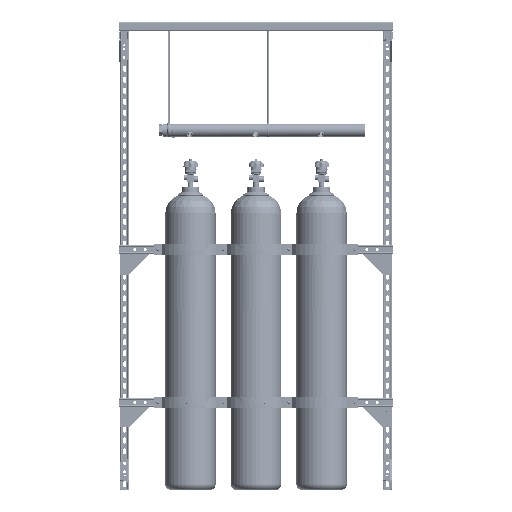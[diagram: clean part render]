
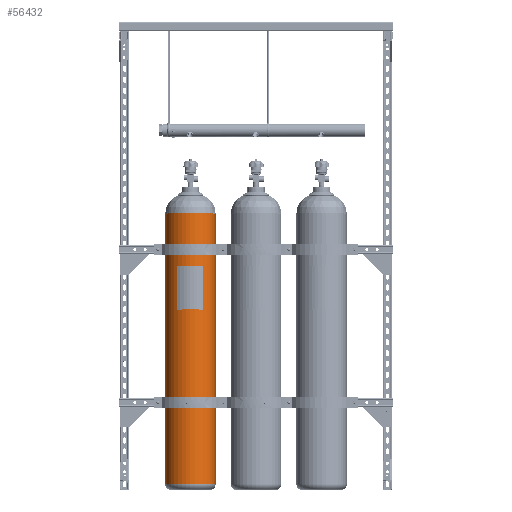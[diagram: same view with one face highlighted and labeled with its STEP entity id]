
A CAD part, top view. The second image highlights one B-rep face of the part: STEP entity #56432.
In plain terms, the highlighted cylindrical face has radius 116.635 mm (diameter 233.269 mm), a partial arc.
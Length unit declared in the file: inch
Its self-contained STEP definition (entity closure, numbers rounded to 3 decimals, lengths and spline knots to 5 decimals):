
#81 = LINE ( 'NONE', #88327, #65750 ) ;
#3886 = EDGE_CURVE ( 'NONE', #38913, #35988, #64429, .T. ) ;
#5189 = VECTOR ( 'NONE', #36504, 39.37008 ) ;
#6386 = AXIS2_PLACEMENT_3D ( 'NONE', #83506, #10225, #17440 ) ;
#10202 = AXIS2_PLACEMENT_3D ( 'NONE', #78677, #42054, #20313 ) ;
#10225 = DIRECTION ( 'NONE',  ( 0., 1., 0. ) ) ;
#11360 = ORIENTED_EDGE ( 'NONE', *, *, #43919, .F. ) ;
#12890 = DIRECTION ( 'NONE',  ( -1., 0., 0. ) ) ;
#14300 = CARTESIAN_POINT ( 'NONE',  ( -4.59191, 0., 0. ) ) ;
#16340 = CIRCLE ( 'NONE', #10202, 4.59191 ) ;
#17440 = DIRECTION ( 'NONE',  ( -1., 0., 0. ) ) ;
#20313 = DIRECTION ( 'NONE',  ( -1., 0., 0. ) ) ;
#32992 = ORIENTED_EDGE ( 'NONE', *, *, #3886, .F. ) ;
#33090 = AXIS2_PLACEMENT_3D ( 'NONE', #91999, #48588, #12890 ) ;
#35639 = CIRCLE ( 'NONE', #6386, 4.59191 ) ;
#35988 = VERTEX_POINT ( 'NONE', #74819 ) ;
#36504 = DIRECTION ( 'NONE',  ( 0., 1., 0. ) ) ;
#38787 = EDGE_CURVE ( 'NONE', #38913, #48841, #35639, .T. ) ;
#38913 = VERTEX_POINT ( 'NONE', #73467 ) ;
#39722 = EDGE_LOOP ( 'NONE', ( #63172, #87066, #11360, #32992 ) ) ;
#42054 = DIRECTION ( 'NONE',  ( 0., 1., 0. ) ) ;
#43919 = EDGE_CURVE ( 'NONE', #35988, #65821, #16340, .T. ) ;
#48588 = DIRECTION ( 'NONE',  ( 0., 1., 0. ) ) ;
#48841 = VERTEX_POINT ( 'NONE', #66432 ) ;
#56432 = ADVANCED_FACE ( 'NONE', ( #85220 ), #62568, .T. ) ;
#62050 = EDGE_CURVE ( 'NONE', #48841, #65821, #81, .T. ) ;
#62568 = CYLINDRICAL_SURFACE ( 'NONE', #33090, 4.59191 ) ;
#63172 = ORIENTED_EDGE ( 'NONE', *, *, #38787, .T. ) ;
#64429 = LINE ( 'NONE', #14300, #5189 ) ;
#65642 = DIRECTION ( 'NONE',  ( 0., 1., 0. ) ) ;
#65750 = VECTOR ( 'NONE', #65642, 39.37008 ) ;
#65821 = VERTEX_POINT ( 'NONE', #91983 ) ;
#66432 = CARTESIAN_POINT ( 'NONE',  ( 4.59191, -54.5, 0. ) ) ;
#73467 = CARTESIAN_POINT ( 'NONE',  ( -4.59191, -54.5, 0. ) ) ;
#74819 = CARTESIAN_POINT ( 'NONE',  ( -4.59191, -4.92411, 0. ) ) ;
#78677 = CARTESIAN_POINT ( 'NONE',  ( 0., -4.92411, 0. ) ) ;
#83506 = CARTESIAN_POINT ( 'NONE',  ( 0., -54.5, 0. ) ) ;
#85220 = FACE_OUTER_BOUND ( 'NONE', #39722, .T. ) ;
#87066 = ORIENTED_EDGE ( 'NONE', *, *, #62050, .T. ) ;
#88327 = CARTESIAN_POINT ( 'NONE',  ( 4.59191, 0., 0. ) ) ;
#91983 = CARTESIAN_POINT ( 'NONE',  ( 4.59191, -4.92411, 0. ) ) ;
#91999 = CARTESIAN_POINT ( 'NONE',  ( 0., 0., 0. ) ) ;
